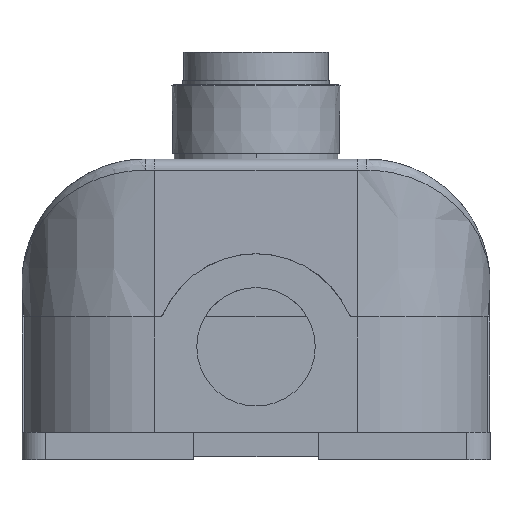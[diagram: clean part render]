
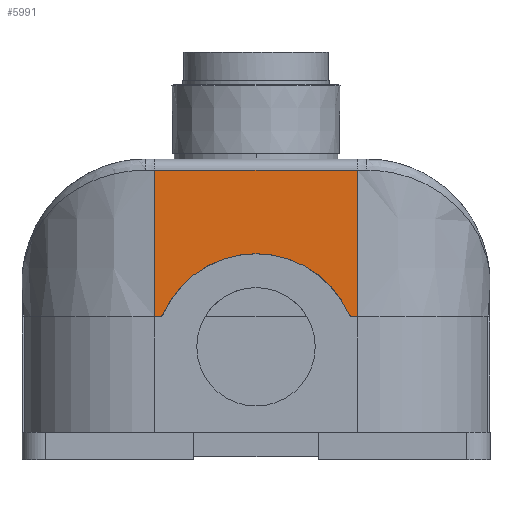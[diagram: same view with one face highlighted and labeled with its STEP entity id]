
A CAD part, front view. The second image highlights one B-rep face of the part: STEP entity #5991.
In plain terms, the highlighted planar face has unit normal (0, -1, 0.006).
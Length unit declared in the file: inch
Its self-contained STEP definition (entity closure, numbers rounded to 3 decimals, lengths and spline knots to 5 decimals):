
#707 = VERTEX_POINT ( 'NONE', #15460 ) ;
#708 =( BOUNDED_CURVE ( )  B_SPLINE_CURVE ( 3, ( #4305, #2881, #6078, #6190 ),
 .UNSPECIFIED., .F., .T. ) 
 B_SPLINE_CURVE_WITH_KNOTS ( ( 4, 4 ),
 ( 0., 1.15118 ),
 .UNSPECIFIED. ) 
 CURVE ( )  GEOMETRIC_REPRESENTATION_ITEM ( )  RATIONAL_B_SPLINE_CURVE ( ( 1., 0.893, 0.893, 1. ) ) 
 REPRESENTATION_ITEM ( '' )  );
#747 = ORIENTED_EDGE ( 'NONE', *, *, #12117, .F. ) ;
#962 = CARTESIAN_POINT ( 'NONE',  ( 0.95432, -2.84044, 0.99606 ) ) ;
#966 = VERTEX_POINT ( 'NONE', #22962 ) ;
#1403 = VECTOR ( 'NONE', #17684, 39.37008 ) ;
#1410 = EDGE_CURVE ( 'NONE', #4181, #966, #1654, .T. ) ;
#1654 = LINE ( 'NONE', #9284, #6393 ) ;
#1693 = FACE_OUTER_BOUND ( 'NONE', #17984, .T. ) ;
#1746 = CARTESIAN_POINT ( 'NONE',  ( 2.62524, -2.84044, 0.99606 ) ) ;
#2589 = EDGE_CURVE ( 'NONE', #9134, #11125, #17020, .T. ) ;
#2772 = CARTESIAN_POINT ( 'NONE',  ( 2.34252, -2.83448, 2.02014 ) ) ;
#2881 = CARTESIAN_POINT ( 'NONE',  ( 1.92197, -2.83788, 1.43701 ) ) ;
#2965 = EDGE_CURVE ( 'NONE', #16484, #9134, #18484, .T. ) ;
#3254 = CARTESIAN_POINT ( 'NONE',  ( 0.95432, -2.84044, 0.99606 ) ) ;
#3279 =( BOUNDED_CURVE ( )  B_SPLINE_CURVE ( 3, ( #962, #13485, #13366, #20690 ),
 .UNSPECIFIED., .F., .F. ) 
 B_SPLINE_CURVE_WITH_KNOTS ( ( 4, 4 ),
 ( 0., 1.15118 ),
 .UNSPECIFIED. ) 
 CURVE ( )  GEOMETRIC_REPRESENTATION_ITEM ( )  RATIONAL_B_SPLINE_CURVE ( ( 1., 0.893, 0.893, 1. ) ) 
 REPRESENTATION_ITEM ( '' )  );
#3546 = DIRECTION ( 'NONE',  ( 1., 0., 0. ) ) ;
#3600 = VERTEX_POINT ( 'NONE', #12564 ) ;
#4181 = VERTEX_POINT ( 'NONE', #12957 ) ;
#4305 = CARTESIAN_POINT ( 'NONE',  ( 1.63386, -2.83788, 1.43701 ) ) ;
#4853 = EDGE_CURVE ( 'NONE', #707, #16484, #708, .T. ) ;
#4871 = EDGE_CURVE ( 'NONE', #5910, #3600, #3279, .T. ) ;
#5268 = CARTESIAN_POINT ( 'NONE',  ( 0., -2.84044, 0.99606 ) ) ;
#5748 = ORIENTED_EDGE ( 'NONE', *, *, #11151, .T. ) ;
#5910 = VERTEX_POINT ( 'NONE', #3254 ) ;
#5991 = ADVANCED_FACE ( 'NONE', ( #1693 ), #23407, .T. ) ;
#6078 = CARTESIAN_POINT ( 'NONE',  ( 2.16366, -2.83879, 1.28018 ) ) ;
#6190 = CARTESIAN_POINT ( 'NONE',  ( 2.28104, -2.84032, 1.01706 ) ) ;
#6393 = VECTOR ( 'NONE', #20071, 39.37008 ) ;
#6731 = CARTESIAN_POINT ( 'NONE',  ( 2.34252, -2.84044, 0.99606 ) ) ;
#7320 = EDGE_CURVE ( 'NONE', #3600, #707, #14694, .T. ) ;
#7818 = CARTESIAN_POINT ( 'NONE',  ( 2.28691, -2.84039, 1.0039 ) ) ;
#8241 = ORIENTED_EDGE ( 'NONE', *, *, #13344, .T. ) ;
#8317 = CARTESIAN_POINT ( 'NONE',  ( 0.81693, -2.83448, 2.02014 ) ) ;
#8537 = CARTESIAN_POINT ( 'NONE',  ( 1.34574, -2.83788, 1.43701 ) ) ;
#8756 = ORIENTED_EDGE ( 'NONE', *, *, #2965, .T. ) ;
#8807 = AXIS2_PLACEMENT_3D ( 'NONE', #5268, #23059, #19990 ) ;
#9134 = VERTEX_POINT ( 'NONE', #9320 ) ;
#9147 = LINE ( 'NONE', #1746, #18084 ) ;
#9269 = VERTEX_POINT ( 'NONE', #2772 ) ;
#9284 = CARTESIAN_POINT ( 'NONE',  ( 0.9252, -2.84044, 0.99606 ) ) ;
#9320 = CARTESIAN_POINT ( 'NONE',  ( 2.3134, -2.84044, 0.99606 ) ) ;
#10230 = CARTESIAN_POINT ( 'NONE',  ( 1.10406, -2.83879, 1.28018 ) ) ;
#11125 = VERTEX_POINT ( 'NONE', #14501 ) ;
#11151 = EDGE_CURVE ( 'NONE', #966, #5910, #9147, .T. ) ;
#11408 = CARTESIAN_POINT ( 'NONE',  ( 2.28104, -2.84032, 1.01706 ) ) ;
#11599 = CARTESIAN_POINT ( 'NONE',  ( 2.28104, -2.84032, 1.01706 ) ) ;
#12117 = EDGE_CURVE ( 'NONE', #4181, #9269, #15444, .T. ) ;
#12275 = ORIENTED_EDGE ( 'NONE', *, *, #1410, .T. ) ;
#12564 = CARTESIAN_POINT ( 'NONE',  ( 0.98668, -2.84032, 1.01706 ) ) ;
#12957 = CARTESIAN_POINT ( 'NONE',  ( 0.9252, -2.83448, 2.02014 ) ) ;
#13314 = CARTESIAN_POINT ( 'NONE',  ( 2.3134, -2.84044, 0.99606 ) ) ;
#13344 = EDGE_CURVE ( 'NONE', #11125, #9269, #22985, .T. ) ;
#13366 = CARTESIAN_POINT ( 'NONE',  ( 0.98081, -2.84039, 1.0039 ) ) ;
#13485 = CARTESIAN_POINT ( 'NONE',  ( 0.96872, -2.84044, 0.99606 ) ) ;
#13670 = CARTESIAN_POINT ( 'NONE',  ( 0.98668, -2.84032, 1.01706 ) ) ;
#14501 = CARTESIAN_POINT ( 'NONE',  ( 2.34252, -2.84044, 0.99606 ) ) ;
#14694 =( BOUNDED_CURVE ( )  B_SPLINE_CURVE ( 3, ( #13670, #10230, #8537, #15564 ),
 .UNSPECIFIED., .F., .F. ) 
 B_SPLINE_CURVE_WITH_KNOTS ( ( 4, 4 ),
 ( 5.132, 6.28319 ),
 .UNSPECIFIED. ) 
 CURVE ( )  GEOMETRIC_REPRESENTATION_ITEM ( )  RATIONAL_B_SPLINE_CURVE ( ( 1., 0.893, 0.893, 1. ) ) 
 REPRESENTATION_ITEM ( '' )  );
#15390 = VECTOR ( 'NONE', #15568, 39.37008 ) ;
#15444 = LINE ( 'NONE', #8317, #15390 ) ;
#15460 = CARTESIAN_POINT ( 'NONE',  ( 1.63386, -2.83788, 1.43701 ) ) ;
#15564 = CARTESIAN_POINT ( 'NONE',  ( 1.63386, -2.83788, 1.43701 ) ) ;
#15568 = DIRECTION ( 'NONE',  ( 1., 0., 0. ) ) ;
#16484 = VERTEX_POINT ( 'NONE', #11599 ) ;
#17020 = LINE ( 'NONE', #22449, #19713 ) ;
#17146 = DIRECTION ( 'NONE',  ( 1., 0., 0. ) ) ;
#17567 = ORIENTED_EDGE ( 'NONE', *, *, #2589, .T. ) ;
#17684 = DIRECTION ( 'NONE',  ( 0., 0.006, 1. ) ) ;
#17984 = EDGE_LOOP ( 'NONE', ( #17567, #8241, #747, #12275, #5748, #22723, #18123, #21332, #8756 ) ) ;
#18084 = VECTOR ( 'NONE', #3546, 39.37008 ) ;
#18123 = ORIENTED_EDGE ( 'NONE', *, *, #7320, .T. ) ;
#18484 =( BOUNDED_CURVE ( )  B_SPLINE_CURVE ( 3, ( #11408, #7818, #22286, #13314 ),
 .UNSPECIFIED., .F., .F. ) 
 B_SPLINE_CURVE_WITH_KNOTS ( ( 4, 4 ),
 ( 1.99041, 3.14159 ),
 .UNSPECIFIED. ) 
 CURVE ( )  GEOMETRIC_REPRESENTATION_ITEM ( )  RATIONAL_B_SPLINE_CURVE ( ( 1., 0.893, 0.893, 1. ) ) 
 REPRESENTATION_ITEM ( '' )  );
#19713 = VECTOR ( 'NONE', #17146, 39.37008 ) ;
#19990 = DIRECTION ( 'NONE',  ( 0., -0.006, -1. ) ) ;
#20071 = DIRECTION ( 'NONE',  ( 0., -0.006, -1. ) ) ;
#20690 = CARTESIAN_POINT ( 'NONE',  ( 0.98668, -2.84032, 1.01706 ) ) ;
#21332 = ORIENTED_EDGE ( 'NONE', *, *, #4853, .T. ) ;
#22286 = CARTESIAN_POINT ( 'NONE',  ( 2.29899, -2.84044, 0.99606 ) ) ;
#22449 = CARTESIAN_POINT ( 'NONE',  ( 2.62524, -2.84044, 0.99606 ) ) ;
#22723 = ORIENTED_EDGE ( 'NONE', *, *, #4871, .T. ) ;
#22962 = CARTESIAN_POINT ( 'NONE',  ( 0.9252, -2.84044, 0.99606 ) ) ;
#22985 = LINE ( 'NONE', #6731, #1403 ) ;
#23059 = DIRECTION ( 'NONE',  ( 0., -1., 0.006 ) ) ;
#23407 = PLANE ( 'NONE',  #8807 ) ;
